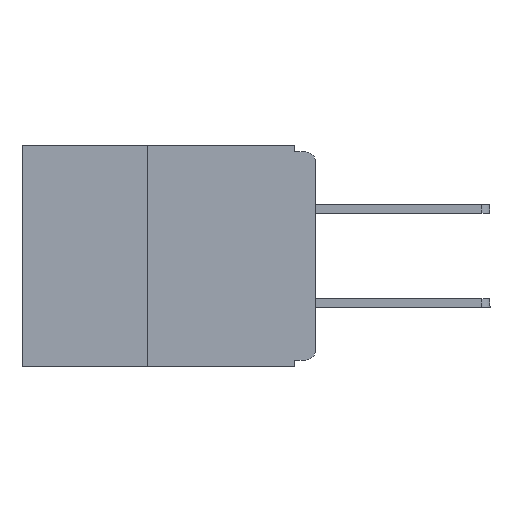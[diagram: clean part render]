
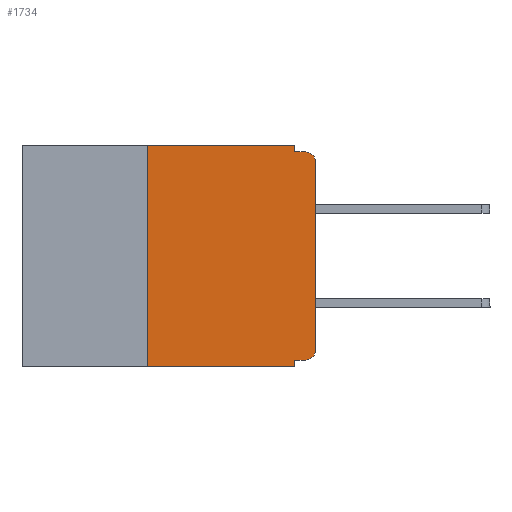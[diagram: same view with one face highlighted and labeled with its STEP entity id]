
A CAD part, left-side view. The second image highlights one B-rep face of the part: STEP entity #1734.
In plain terms, the highlighted planar face has unit normal (-1, 0, 0).
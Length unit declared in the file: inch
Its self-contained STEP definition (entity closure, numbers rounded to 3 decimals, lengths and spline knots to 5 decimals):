
#232 = CARTESIAN_POINT ( 'NONE',  ( 0., 0.25, 0. ) ) ;
#745 = VECTOR ( 'NONE', #4747, 39.37008 ) ;
#794 = FACE_OUTER_BOUND ( 'NONE', #18539, .T. ) ;
#835 = AXIS2_PLACEMENT_3D ( 'NONE', #3468, #13752, #4939 ) ;
#1200 = DIRECTION ( 'NONE',  ( 0., -1., 0. ) ) ;
#1219 = ORIENTED_EDGE ( 'NONE', *, *, #13502, .F. ) ;
#1341 = DIRECTION ( 'NONE',  ( 0., 1., 0. ) ) ;
#1734 = ADVANCED_FACE ( 'NONE', ( #794 ), #17240, .F. ) ;
#1797 = VERTEX_POINT ( 'NONE', #15737 ) ;
#1871 = ORIENTED_EDGE ( 'NONE', *, *, #10538, .F. ) ;
#1998 = ORIENTED_EDGE ( 'NONE', *, *, #5580, .F. ) ;
#2084 = VERTEX_POINT ( 'NONE', #7667 ) ;
#2205 = VECTOR ( 'NONE', #18007, 39.37008 ) ;
#2439 = EDGE_CURVE ( 'NONE', #3237, #13920, #14314, .T. ) ;
#2623 = VECTOR ( 'NONE', #18350, 39.37008 ) ;
#2764 = VECTOR ( 'NONE', #3950, 39.37008 ) ;
#2765 = CARTESIAN_POINT ( 'NONE',  ( 0., 0.031, 0. ) ) ;
#3237 = VERTEX_POINT ( 'NONE', #10560 ) ;
#3422 = CIRCLE ( 'NONE', #835, 0.015 ) ;
#3468 = CARTESIAN_POINT ( 'NONE',  ( 0., 0.015, -0.305 ) ) ;
#3804 = VERTEX_POINT ( 'NONE', #4995 ) ;
#3873 = CARTESIAN_POINT ( 'NONE',  ( 0., 0.437, -0.33 ) ) ;
#3950 = DIRECTION ( 'NONE',  ( 0., 0., -1. ) ) ;
#4326 = LINE ( 'NONE', #11660, #8687 ) ;
#4657 = LINE ( 'NONE', #5079, #745 ) ;
#4689 = DIRECTION ( 'NONE',  ( -1., 0., 0. ) ) ;
#4747 = DIRECTION ( 'NONE',  ( 0., 0., -1. ) ) ;
#4913 = VECTOR ( 'NONE', #15872, 39.37008 ) ;
#4939 = DIRECTION ( 'NONE',  ( 0., 0., -1. ) ) ;
#4995 = CARTESIAN_POINT ( 'NONE',  ( 0., 0.25, -0.33 ) ) ;
#5079 = CARTESIAN_POINT ( 'NONE',  ( 0., 0.031, -0.33 ) ) ;
#5160 = CARTESIAN_POINT ( 'NONE',  ( 0., 0.25, -0.33 ) ) ;
#5188 = AXIS2_PLACEMENT_3D ( 'NONE', #17400, #17179, #17102 ) ;
#5580 = EDGE_CURVE ( 'NONE', #17069, #18235, #4657, .T. ) ;
#5743 = VERTEX_POINT ( 'NONE', #2765 ) ;
#6188 = ORIENTED_EDGE ( 'NONE', *, *, #9667, .T. ) ;
#6634 = LINE ( 'NONE', #8297, #2764 ) ;
#6690 = EDGE_CURVE ( 'NONE', #10294, #5743, #7799, .T. ) ;
#7246 = ORIENTED_EDGE ( 'NONE', *, *, #8533, .T. ) ;
#7667 = CARTESIAN_POINT ( 'NONE',  ( 0., 0.015, -0.32 ) ) ;
#7679 = EDGE_CURVE ( 'NONE', #2084, #1797, #3422, .T. ) ;
#7799 = LINE ( 'NONE', #9969, #8252 ) ;
#8154 = CARTESIAN_POINT ( 'NONE',  ( 0., 0., -0.025 ) ) ;
#8252 = VECTOR ( 'NONE', #1200, 39.37008 ) ;
#8297 = CARTESIAN_POINT ( 'NONE',  ( 0., 0.031, 0. ) ) ;
#8498 = VERTEX_POINT ( 'NONE', #8154 ) ;
#8533 = EDGE_CURVE ( 'NONE', #3804, #18235, #12622, .T. ) ;
#8687 = VECTOR ( 'NONE', #1341, 39.37008 ) ;
#8776 = ORIENTED_EDGE ( 'NONE', *, *, #6690, .F. ) ;
#9324 = CARTESIAN_POINT ( 'NONE',  ( 0., 0.015, -0.01 ) ) ;
#9667 = EDGE_CURVE ( 'NONE', #8498, #13920, #16540, .T. ) ;
#9969 = CARTESIAN_POINT ( 'NONE',  ( 0., 0.437, 0. ) ) ;
#10294 = VERTEX_POINT ( 'NONE', #232 ) ;
#10538 = EDGE_CURVE ( 'NONE', #3804, #10294, #14796, .T. ) ;
#10560 = CARTESIAN_POINT ( 'NONE',  ( 0., 0.031, -0.01 ) ) ;
#10722 = ORIENTED_EDGE ( 'NONE', *, *, #13634, .F. ) ;
#11331 = EDGE_CURVE ( 'NONE', #1797, #8498, #12762, .T. ) ;
#11660 = CARTESIAN_POINT ( 'NONE',  ( 0., 0., -0.32 ) ) ;
#12184 = VECTOR ( 'NONE', #14167, 39.37008 ) ;
#12622 = LINE ( 'NONE', #3873, #12184 ) ;
#12638 = ORIENTED_EDGE ( 'NONE', *, *, #7679, .T. ) ;
#12762 = LINE ( 'NONE', #14456, #4913 ) ;
#13222 = ORIENTED_EDGE ( 'NONE', *, *, #11331, .T. ) ;
#13502 = EDGE_CURVE ( 'NONE', #5743, #3237, #6634, .T. ) ;
#13508 = CARTESIAN_POINT ( 'NONE',  ( 0., 0.015, -0.025 ) ) ;
#13634 = EDGE_CURVE ( 'NONE', #2084, #17069, #4326, .T. ) ;
#13752 = DIRECTION ( 'NONE',  ( -1., 0., 0. ) ) ;
#13920 = VERTEX_POINT ( 'NONE', #9324 ) ;
#14167 = DIRECTION ( 'NONE',  ( 0., -1., 0. ) ) ;
#14314 = LINE ( 'NONE', #18440, #2623 ) ;
#14456 = CARTESIAN_POINT ( 'NONE',  ( 0., 0., 0. ) ) ;
#14503 = CARTESIAN_POINT ( 'NONE',  ( 0., 0.031, -0.32 ) ) ;
#14796 = LINE ( 'NONE', #5160, #2205 ) ;
#14932 = DIRECTION ( 'NONE',  ( 0., 0., -1. ) ) ;
#15591 = AXIS2_PLACEMENT_3D ( 'NONE', #13508, #4689, #14932 ) ;
#15737 = CARTESIAN_POINT ( 'NONE',  ( 0., 0., -0.305 ) ) ;
#15815 = ORIENTED_EDGE ( 'NONE', *, *, #2439, .F. ) ;
#15872 = DIRECTION ( 'NONE',  ( 0., 0., 1. ) ) ;
#16540 = CIRCLE ( 'NONE', #15591, 0.015 ) ;
#17069 = VERTEX_POINT ( 'NONE', #14503 ) ;
#17102 = DIRECTION ( 'NONE',  ( 0., 0., -1. ) ) ;
#17179 = DIRECTION ( 'NONE',  ( 1., 0., 0. ) ) ;
#17240 = PLANE ( 'NONE',  #5188 ) ;
#17400 = CARTESIAN_POINT ( 'NONE',  ( 0., 0.437, 0. ) ) ;
#18007 = DIRECTION ( 'NONE',  ( 0., 0., 1. ) ) ;
#18235 = VERTEX_POINT ( 'NONE', #18279 ) ;
#18279 = CARTESIAN_POINT ( 'NONE',  ( 0., 0.031, -0.33 ) ) ;
#18350 = DIRECTION ( 'NONE',  ( 0., -1., 0. ) ) ;
#18440 = CARTESIAN_POINT ( 'NONE',  ( 0., 0., -0.01 ) ) ;
#18539 = EDGE_LOOP ( 'NONE', ( #13222, #6188, #15815, #1219, #8776, #1871, #7246, #1998, #10722, #12638 ) ) ;
